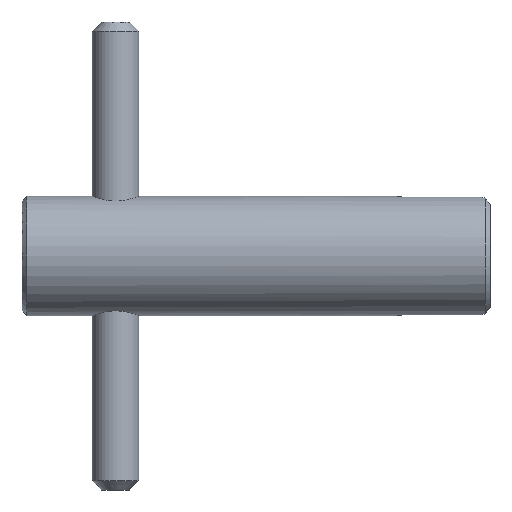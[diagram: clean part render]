
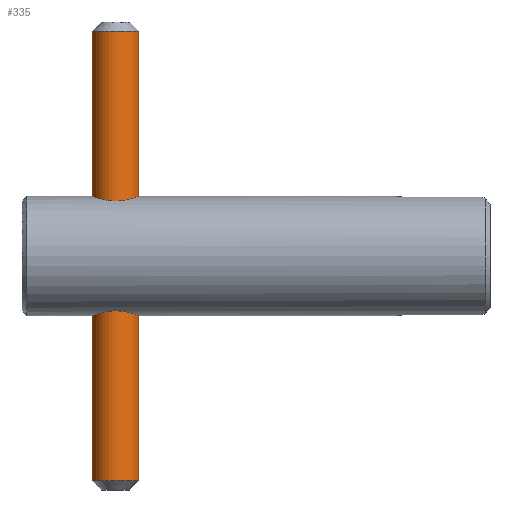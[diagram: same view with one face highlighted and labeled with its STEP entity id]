
A CAD part, left-side view. The second image highlights one B-rep face of the part: STEP entity #335.
In plain terms, the highlighted cylindrical face has radius 2.5 mm (diameter 5 mm), a partial arc.
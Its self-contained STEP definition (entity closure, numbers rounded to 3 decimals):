
#39 = VERTEX_POINT ( 'NONE', #499 ) ;
#51 = CYLINDRICAL_SURFACE ( 'NONE', #965, 2.5 ) ;
#54 = DIRECTION ( 'NONE',  ( 0., 0., 1. ) ) ;
#57 = AXIS2_PLACEMENT_3D ( 'NONE', #673, #169, #54 ) ;
#134 = VERTEX_POINT ( 'NONE', #1289 ) ;
#169 = DIRECTION ( 'NONE',  ( 0., -1., 0. ) ) ;
#181 = LINE ( 'NONE', #751, #1050 ) ;
#241 = CARTESIAN_POINT ( 'NONE',  ( 0., 1., 2.5 ) ) ;
#295 = ORIENTED_EDGE ( 'NONE', *, *, #1538, .F. ) ;
#315 = CARTESIAN_POINT ( 'NONE',  ( 0., 50., 0. ) ) ;
#328 = VECTOR ( 'NONE', #573, 1000. ) ;
#330 = CIRCLE ( 'NONE', #57, 2.5 ) ;
#333 = CARTESIAN_POINT ( 'NONE',  ( 0., 50., -2.5 ) ) ;
#335 = ADVANCED_FACE ( 'NONE', ( #491 ), #51, .T. ) ;
#491 = FACE_OUTER_BOUND ( 'NONE', #1366, .T. ) ;
#499 = CARTESIAN_POINT ( 'NONE',  ( 0., 49., 2.5 ) ) ;
#563 = EDGE_CURVE ( 'NONE', #1552, #1492, #772, .T. ) ;
#573 = DIRECTION ( 'NONE',  ( 0., -1., 0. ) ) ;
#634 = DIRECTION ( 'NONE',  ( 0., -1., 0. ) ) ;
#673 = CARTESIAN_POINT ( 'NONE',  ( 0., 49., 0. ) ) ;
#709 = DIRECTION ( 'NONE',  ( 0., -1., 0. ) ) ;
#751 = CARTESIAN_POINT ( 'NONE',  ( 0., 50., 2.5 ) ) ;
#772 = CIRCLE ( 'NONE', #1447, 2.5 ) ;
#869 = DIRECTION ( 'NONE',  ( 0., 1., 0. ) ) ;
#965 = AXIS2_PLACEMENT_3D ( 'NONE', #315, #709, #1206 ) ;
#998 = CARTESIAN_POINT ( 'NONE',  ( 0., 1., 0. ) ) ;
#1050 = VECTOR ( 'NONE', #634, 1000. ) ;
#1167 = EDGE_CURVE ( 'NONE', #39, #134, #330, .T. ) ;
#1206 = DIRECTION ( 'NONE',  ( 0., 0., -1. ) ) ;
#1253 = LINE ( 'NONE', #333, #328 ) ;
#1257 = DIRECTION ( 'NONE',  ( 0., 0., 1. ) ) ;
#1264 = CARTESIAN_POINT ( 'NONE',  ( 0., 1., -2.5 ) ) ;
#1277 = ORIENTED_EDGE ( 'NONE', *, *, #1342, .T. ) ;
#1289 = CARTESIAN_POINT ( 'NONE',  ( 0., 49., -2.5 ) ) ;
#1342 = EDGE_CURVE ( 'NONE', #134, #1552, #1253, .T. ) ;
#1366 = EDGE_LOOP ( 'NONE', ( #295, #1591, #1277, #1510 ) ) ;
#1447 = AXIS2_PLACEMENT_3D ( 'NONE', #998, #869, #1257 ) ;
#1492 = VERTEX_POINT ( 'NONE', #241 ) ;
#1510 = ORIENTED_EDGE ( 'NONE', *, *, #563, .T. ) ;
#1538 = EDGE_CURVE ( 'NONE', #39, #1492, #181, .T. ) ;
#1552 = VERTEX_POINT ( 'NONE', #1264 ) ;
#1591 = ORIENTED_EDGE ( 'NONE', *, *, #1167, .T. ) ;
